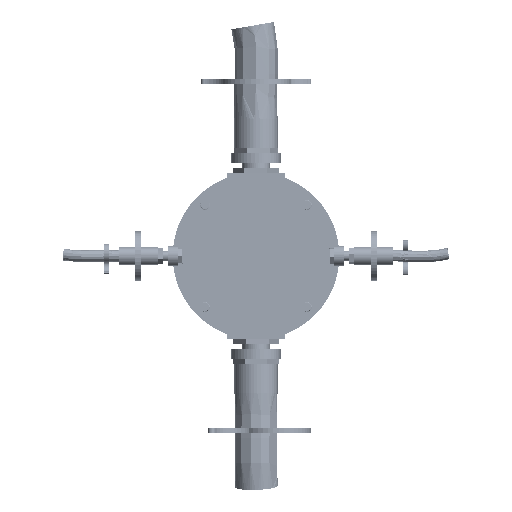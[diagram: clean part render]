
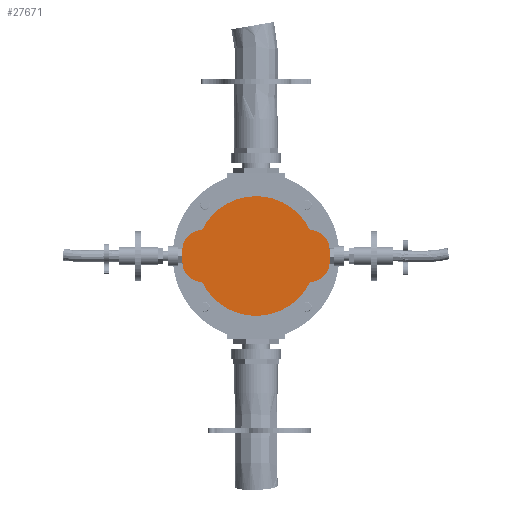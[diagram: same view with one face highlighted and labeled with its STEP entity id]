
A CAD part, front view. The second image highlights one B-rep face of the part: STEP entity #27671.
In plain terms, the highlighted free-form (B-spline) face has degree [1, 1] with [2, 2] control points.
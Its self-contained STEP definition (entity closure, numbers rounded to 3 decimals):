
#26793 = EDGE_CURVE('',#26794,#26796,#26798,.T.);
#26794 = VERTEX_POINT('',#26795);
#26795 = CARTESIAN_POINT('',(20.489,-21.786,
    84.685));
#26796 = VERTEX_POINT('',#26797);
#26797 = CARTESIAN_POINT('',(-13.374,-21.786,
    63.372));
#26798 = ( BOUNDED_CURVE() B_SPLINE_CURVE(2,(#26799,#26800,#26801),
.UNSPECIFIED.,.F.,.F.) B_SPLINE_CURVE_WITH_KNOTS((3,3),(3.142,
4.265),.PIECEWISE_BEZIER_KNOTS.) CURVE() 
GEOMETRIC_REPRESENTATION_ITEM() RATIONAL_B_SPLINE_CURVE((1.,
0.846,1.)) REPRESENTATION_ITEM('') );
#26799 = CARTESIAN_POINT('',(20.489,-21.786,
    84.685));
#26800 = CARTESIAN_POINT('',(-3.15,-21.786,
    84.685));
#26801 = CARTESIAN_POINT('',(-13.374,-21.786,
    63.372));
#27237 = VERTEX_POINT('',#27238);
#27238 = CARTESIAN_POINT('',(-13.374,-21.786,
    30.886));
#27245 = VERTEX_POINT('',#27246);
#27246 = CARTESIAN_POINT('',(54.351,-21.786,
    30.886));
#27251 = EDGE_CURVE('',#27237,#27245,#27252,.T.);
#27252 = ( BOUNDED_CURVE() B_SPLINE_CURVE(2,(#27253,#27254,#27255),
.UNSPECIFIED.,.F.,.F.) B_SPLINE_CURVE_WITH_KNOTS((3,3),(5.16,
7.407),.PIECEWISE_BEZIER_KNOTS.) CURVE() 
GEOMETRIC_REPRESENTATION_ITEM() RATIONAL_B_SPLINE_CURVE((1.,
0.432,1.)) REPRESENTATION_ITEM('') );
#27253 = CARTESIAN_POINT('',(-13.374,-21.786,
    30.886));
#27254 = CARTESIAN_POINT('',(20.489,-21.786,
    -39.709));
#27255 = CARTESIAN_POINT('',(54.351,-21.786,
    30.886));
#27268 = EDGE_CURVE('',#27269,#26794,#27271,.T.);
#27269 = VERTEX_POINT('',#27270);
#27270 = CARTESIAN_POINT('',(54.351,-21.786,
    63.372));
#27271 = ( BOUNDED_CURVE() B_SPLINE_CURVE(2,(#27272,#27273,#27274),
.UNSPECIFIED.,.F.,.F.) B_SPLINE_CURVE_WITH_KNOTS((3,3),(2.018,
3.142),.PIECEWISE_BEZIER_KNOTS.) CURVE() 
GEOMETRIC_REPRESENTATION_ITEM() RATIONAL_B_SPLINE_CURVE((1.,
0.846,1.)) REPRESENTATION_ITEM('') );
#27272 = CARTESIAN_POINT('',(54.351,-21.786,
    63.372));
#27273 = CARTESIAN_POINT('',(44.127,-21.786,
    84.685));
#27274 = CARTESIAN_POINT('',(20.489,-21.786,
    84.685));
#27671 = ADVANCED_FACE('',(#27672),#27719,.T.);
#27672 = FACE_BOUND('',#27673,.T.);
#27673 = EDGE_LOOP('',(#27674,#27675,#27683,#27690,#27696,#27697,#27698,
    #27706,#27713));
#27674 = ORIENTED_EDGE('',*,*,#27251,.T.);
#27675 = ORIENTED_EDGE('',*,*,#27676,.T.);
#27676 = EDGE_CURVE('',#27245,#27677,#27679,.T.);
#27677 = VERTEX_POINT('',#27678);
#27678 = CARTESIAN_POINT('',(66.665,-21.786,
    43.2));
#27679 = ( BOUNDED_CURVE() B_SPLINE_CURVE(2,(#27680,#27681,#27682),
.UNSPECIFIED.,.F.,.F.) B_SPLINE_CURVE_WITH_KNOTS((3,3),(0.,
1.571),.PIECEWISE_BEZIER_KNOTS.) CURVE() 
GEOMETRIC_REPRESENTATION_ITEM() RATIONAL_B_SPLINE_CURVE((1.,
0.707,1.)) REPRESENTATION_ITEM('') );
#27680 = CARTESIAN_POINT('',(54.351,-21.786,
    30.886));
#27681 = CARTESIAN_POINT('',(66.665,-21.786,
    30.886));
#27682 = CARTESIAN_POINT('',(66.665,-21.786,
    43.2));
#27683 = ORIENTED_EDGE('',*,*,#27684,.T.);
#27684 = EDGE_CURVE('',#27677,#27685,#27687,.T.);
#27685 = VERTEX_POINT('',#27686);
#27686 = CARTESIAN_POINT('',(66.665,-21.786,
    51.058));
#27687 = B_SPLINE_CURVE_WITH_KNOTS('',1,(#27688,#27689),.UNSPECIFIED.,
  .F.,.F.,(2,2),(-16.382,-10.),.PIECEWISE_BEZIER_KNOTS.);
#27688 = CARTESIAN_POINT('',(66.665,-21.786,
    43.2));
#27689 = CARTESIAN_POINT('',(66.665,-21.786,
    51.058));
#27690 = ORIENTED_EDGE('',*,*,#27691,.T.);
#27691 = EDGE_CURVE('',#27685,#27269,#27692,.T.);
#27692 = ( BOUNDED_CURVE() B_SPLINE_CURVE(2,(#27693,#27694,#27695),
.UNSPECIFIED.,.F.,.F.) B_SPLINE_CURVE_WITH_KNOTS((3,3),(1.571,
3.142),.PIECEWISE_BEZIER_KNOTS.) CURVE() 
GEOMETRIC_REPRESENTATION_ITEM() RATIONAL_B_SPLINE_CURVE((1.,
0.707,1.)) REPRESENTATION_ITEM('') );
#27693 = CARTESIAN_POINT('',(66.665,-21.786,
    51.058));
#27694 = CARTESIAN_POINT('',(66.665,-21.786,
    63.372));
#27695 = CARTESIAN_POINT('',(54.351,-21.786,
    63.372));
#27696 = ORIENTED_EDGE('',*,*,#27268,.T.);
#27697 = ORIENTED_EDGE('',*,*,#26793,.T.);
#27698 = ORIENTED_EDGE('',*,*,#27699,.T.);
#27699 = EDGE_CURVE('',#26796,#27700,#27702,.T.);
#27700 = VERTEX_POINT('',#27701);
#27701 = CARTESIAN_POINT('',(-25.688,-21.786,
    51.058));
#27702 = ( BOUNDED_CURVE() B_SPLINE_CURVE(2,(#27703,#27704,#27705),
.UNSPECIFIED.,.F.,.F.) B_SPLINE_CURVE_WITH_KNOTS((3,3),(3.142,
4.712),.PIECEWISE_BEZIER_KNOTS.) CURVE() 
GEOMETRIC_REPRESENTATION_ITEM() RATIONAL_B_SPLINE_CURVE((1.,
0.707,1.)) REPRESENTATION_ITEM('') );
#27703 = CARTESIAN_POINT('',(-13.374,-21.786,
    63.372));
#27704 = CARTESIAN_POINT('',(-25.688,-21.786,
    63.372));
#27705 = CARTESIAN_POINT('',(-25.688,-21.786,
    51.058));
#27706 = ORIENTED_EDGE('',*,*,#27707,.F.);
#27707 = EDGE_CURVE('',#27708,#27700,#27710,.T.);
#27708 = VERTEX_POINT('',#27709);
#27709 = CARTESIAN_POINT('',(-25.688,-21.786,
    43.2));
#27710 = B_SPLINE_CURVE_WITH_KNOTS('',1,(#27711,#27712),.UNSPECIFIED.,
  .F.,.F.,(2,2),(-16.382,-10.),.PIECEWISE_BEZIER_KNOTS.);
#27711 = CARTESIAN_POINT('',(-25.688,-21.786,
    43.2));
#27712 = CARTESIAN_POINT('',(-25.688,-21.786,
    51.058));
#27713 = ORIENTED_EDGE('',*,*,#27714,.T.);
#27714 = EDGE_CURVE('',#27708,#27237,#27715,.T.);
#27715 = ( BOUNDED_CURVE() B_SPLINE_CURVE(2,(#27716,#27717,#27718),
.UNSPECIFIED.,.F.,.F.) B_SPLINE_CURVE_WITH_KNOTS((3,3),(4.712,
6.283),.PIECEWISE_BEZIER_KNOTS.) CURVE() 
GEOMETRIC_REPRESENTATION_ITEM() RATIONAL_B_SPLINE_CURVE((1.,
0.707,1.)) REPRESENTATION_ITEM('') );
#27716 = CARTESIAN_POINT('',(-25.688,-21.786,
    43.2));
#27717 = CARTESIAN_POINT('',(-25.688,-21.786,
    30.886));
#27718 = CARTESIAN_POINT('',(-13.374,-21.786,
    30.886));
#27719 = B_SPLINE_SURFACE_WITH_KNOTS('',1,1,(
    (#27720,#27721)
    ,(#27722,#27723
  )),.UNSPECIFIED.,.F.,.F.,.F.,(2,2),(2,2),(-30.5,30.5),(-37.5,37.5),
  .PIECEWISE_BEZIER_KNOTS.);
#27720 = CARTESIAN_POINT('',(-25.688,-21.786,
    84.685));
#27721 = CARTESIAN_POINT('',(66.665,-21.786,
    84.685));
#27722 = CARTESIAN_POINT('',(-25.688,-21.786,
    9.572));
#27723 = CARTESIAN_POINT('',(66.665,-21.786,
    9.572));
